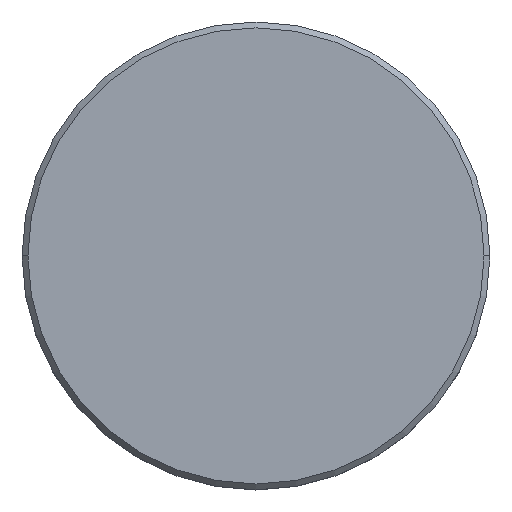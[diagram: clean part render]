
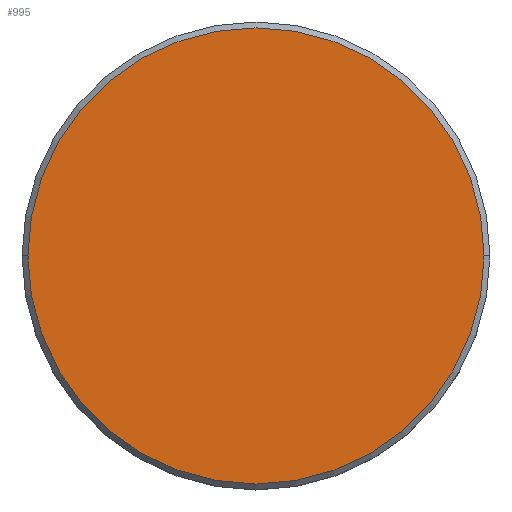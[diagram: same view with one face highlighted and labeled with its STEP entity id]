
A CAD part, top view. The second image highlights one B-rep face of the part: STEP entity #995.
In plain terms, the highlighted planar face has unit normal (0, 0, 1).
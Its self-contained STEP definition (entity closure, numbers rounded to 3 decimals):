
#47 = AXIS2_PLACEMENT_3D ( 'NONE', #785, #702, #324 ) ;
#156 = EDGE_LOOP ( 'NONE', ( #968, #537 ) ) ;
#193 = AXIS2_PLACEMENT_3D ( 'NONE', #200, #651, #1031 ) ;
#200 = CARTESIAN_POINT ( 'NONE',  ( 0., 0., 0. ) ) ;
#237 = CIRCLE ( 'NONE', #390, 19.5 ) ;
#324 = DIRECTION ( 'NONE',  ( 1., 0., 0. ) ) ;
#333 = CARTESIAN_POINT ( 'NONE',  ( 0., 0., 0. ) ) ;
#390 = AXIS2_PLACEMENT_3D ( 'NONE', #333, #1149, #976 ) ;
#475 = VERTEX_POINT ( 'NONE', #919 ) ;
#537 = ORIENTED_EDGE ( 'NONE', *, *, #811, .T. ) ;
#560 = CIRCLE ( 'NONE', #47, 19.5 ) ;
#651 = DIRECTION ( 'NONE',  ( 0., 0., 1. ) ) ;
#702 = DIRECTION ( 'NONE',  ( 0., 0., 1. ) ) ;
#773 = EDGE_CURVE ( 'NONE', #1172, #475, #560, .T. ) ;
#785 = CARTESIAN_POINT ( 'NONE',  ( 0., 0., 0. ) ) ;
#811 = EDGE_CURVE ( 'NONE', #475, #1172, #237, .T. ) ;
#846 = FACE_OUTER_BOUND ( 'NONE', #156, .T. ) ;
#919 = CARTESIAN_POINT ( 'NONE',  ( 19.5, 0., 0. ) ) ;
#968 = ORIENTED_EDGE ( 'NONE', *, *, #773, .T. ) ;
#976 = DIRECTION ( 'NONE',  ( 1., 0., 0. ) ) ;
#986 = CARTESIAN_POINT ( 'NONE',  ( -19.5, 0., 0. ) ) ;
#995 = ADVANCED_FACE ( 'NONE', ( #846 ), #1011, .T. ) ;
#1011 = PLANE ( 'NONE',  #193 ) ;
#1031 = DIRECTION ( 'NONE',  ( 1., 0., 0. ) ) ;
#1149 = DIRECTION ( 'NONE',  ( 0., 0., 1. ) ) ;
#1172 = VERTEX_POINT ( 'NONE', #986 ) ;
